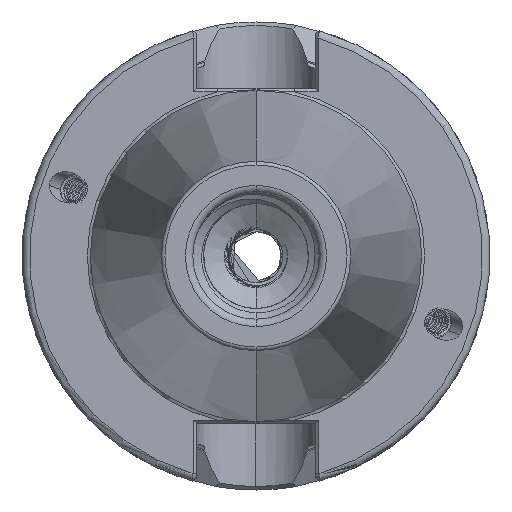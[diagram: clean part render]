
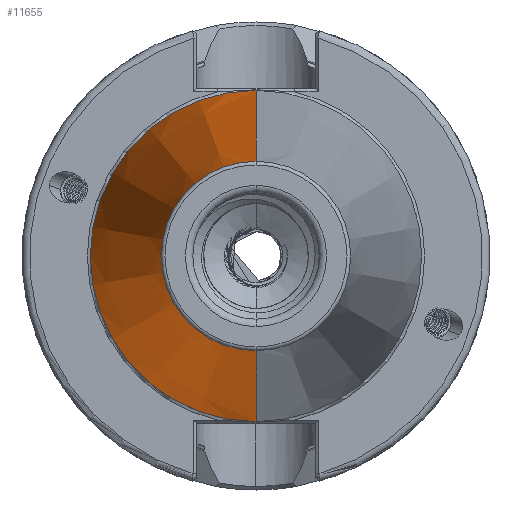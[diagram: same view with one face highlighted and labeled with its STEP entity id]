
A CAD part, left-side view. The second image highlights one B-rep face of the part: STEP entity #11655.
In plain terms, the highlighted conical face has half-angle 8.297 degrees and reference radius 22.298 mm.
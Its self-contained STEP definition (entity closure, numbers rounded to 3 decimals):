
#2531 = DIRECTION ( 'NONE',  ( 0., 0., -1. ) ) ;
#2589 = FACE_OUTER_BOUND ( 'NONE', #11677, .T. ) ;
#2676 = DIRECTION ( 'NONE',  ( 1., 0., 0. ) ) ;
#2677 = CONICAL_SURFACE ( 'NONE', #2738, 22.298, 0.145 ) ;
#2681 = DIRECTION ( 'NONE',  ( 0.99, 0., 0.144 ) ) ;
#2682 = VECTOR ( 'NONE', #2681, 1000. ) ;
#2683 = CARTESIAN_POINT ( 'NONE',  ( -1.5, 0., 22.298 ) ) ;
#2684 = LINE ( 'NONE', #2683, #2682 ) ;
#2710 = CARTESIAN_POINT ( 'NONE',  ( -1.5, 0., -22.298 ) ) ;
#2711 = LINE ( 'NONE', #2710, #2749 ) ;
#2713 = CARTESIAN_POINT ( 'NONE',  ( -1.5, 0., 0. ) ) ;
#2738 = AXIS2_PLACEMENT_3D ( 'NONE', #2713, #2676, #2531 ) ;
#2748 = DIRECTION ( 'NONE',  ( 0.99, 0., -0.144 ) ) ;
#2749 = VECTOR ( 'NONE', #2748, 1000. ) ;
#2845 = DIRECTION ( 'NONE',  ( 0., 0., -1. ) ) ;
#2846 = DIRECTION ( 'NONE',  ( 1., 0., 0. ) ) ;
#2848 = CIRCLE ( 'NONE', #2978, 12.75 ) ;
#2856 = CARTESIAN_POINT ( 'NONE',  ( -66.972, 0., 0. ) ) ;
#2944 = CARTESIAN_POINT ( 'NONE',  ( -66.972, 0., -12.75 ) ) ;
#2951 = CARTESIAN_POINT ( 'NONE',  ( -66.972, 0., 12.75 ) ) ;
#2978 = AXIS2_PLACEMENT_3D ( 'NONE', #2856, #2846, #2845 ) ;
#5629 = DIRECTION ( 'NONE',  ( 0., 0., -1. ) ) ;
#5851 = DIRECTION ( 'NONE',  ( 1., 0., 0. ) ) ;
#5852 = CARTESIAN_POINT ( 'NONE',  ( -1.5, 0., 0. ) ) ;
#5853 = AXIS2_PLACEMENT_3D ( 'NONE', #5852, #5851, #5629 ) ;
#5854 = CIRCLE ( 'NONE', #5853, 22.298 ) ;
#7045 = CARTESIAN_POINT ( 'NONE',  ( -1.5, 0., 22.298 ) ) ;
#11327 = VERTEX_POINT ( 'NONE', #11416 ) ;
#11416 = CARTESIAN_POINT ( 'NONE',  ( -1.5, 0., -22.298 ) ) ;
#11649 = EDGE_CURVE ( 'NONE', #11699, #11327, #2711, .T. ) ;
#11650 = ORIENTED_EDGE ( 'NONE', *, *, #11654, .T. ) ;
#11654 = EDGE_CURVE ( 'NONE', #11701, #15528, #2684, .T. ) ;
#11655 = ADVANCED_FACE ( 'NONE', ( #2589 ), #2677, .T. ) ;
#11677 = EDGE_LOOP ( 'NONE', ( #11703, #11650, #11693, #11689 ) ) ;
#11688 = EDGE_CURVE ( 'NONE', #11699, #11701, #2848, .T. ) ;
#11689 = ORIENTED_EDGE ( 'NONE', *, *, #11649, .F. ) ;
#11693 = ORIENTED_EDGE ( 'NONE', *, *, #15064, .F. ) ;
#11699 = VERTEX_POINT ( 'NONE', #2944 ) ;
#11701 = VERTEX_POINT ( 'NONE', #2951 ) ;
#11703 = ORIENTED_EDGE ( 'NONE', *, *, #11688, .T. ) ;
#15064 = EDGE_CURVE ( 'NONE', #11327, #15528, #5854, .T. ) ;
#15528 = VERTEX_POINT ( 'NONE', #7045 ) ;
